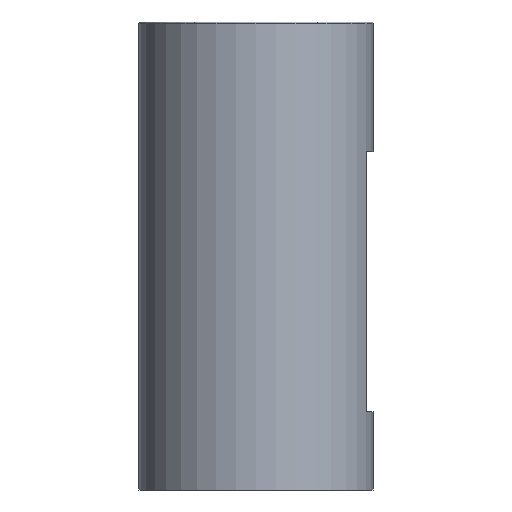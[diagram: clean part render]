
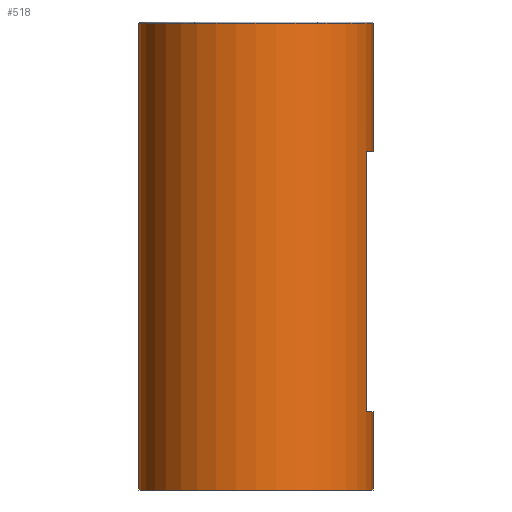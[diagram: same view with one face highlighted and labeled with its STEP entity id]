
A CAD part, left-side view. The second image highlights one B-rep face of the part: STEP entity #518.
In plain terms, the highlighted cylindrical face has radius 225 mm (diameter 450 mm), a full revolution.
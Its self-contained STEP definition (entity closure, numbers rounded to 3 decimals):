
#74=LINE('',#1595,#90);
#75=LINE('',#1599,#91);
#90=VECTOR('',#711,1000.);
#91=VECTOR('',#714,1000.);
#197=ORIENTED_EDGE('',*,*,#292,.T.);
#198=ORIENTED_EDGE('',*,*,#277,.T.);
#199=ORIENTED_EDGE('',*,*,#293,.F.);
#200=ORIENTED_EDGE('',*,*,#294,.T.);
#201=ORIENTED_EDGE('',*,*,#295,.T.);
#202=ORIENTED_EDGE('',*,*,#296,.T.);
#277=EDGE_CURVE('',#333,#333,#369,.T.);
#292=EDGE_CURVE('',#348,#348,#378,.T.);
#293=EDGE_CURVE('',#349,#350,#379,.T.);
#294=EDGE_CURVE('',#349,#351,#74,.T.);
#295=EDGE_CURVE('',#351,#352,#380,.T.);
#296=EDGE_CURVE('',#352,#350,#75,.F.);
#333=VERTEX_POINT('',#1218);
#348=VERTEX_POINT('',#1591);
#349=VERTEX_POINT('',#1593);
#350=VERTEX_POINT('',#1594);
#351=VERTEX_POINT('',#1596);
#352=VERTEX_POINT('',#1598);
#369=CIRCLE('',#572,225.);
#378=CIRCLE('',#587,225.);
#379=CIRCLE('',#588,225.);
#380=CIRCLE('',#589,225.);
#420=EDGE_LOOP('',(#197));
#421=EDGE_LOOP('',(#198));
#422=EDGE_LOOP('',(#199,#200,#201,#202));
#476=FACE_BOUND('',#420,.T.);
#477=FACE_BOUND('',#421,.T.);
#478=FACE_BOUND('',#422,.T.);
#495=CYLINDRICAL_SURFACE('',#586,225.);
#518=ADVANCED_FACE('',(#476,#477,#478),#495,.T.);
#572=AXIS2_PLACEMENT_3D('',#1217,#677,#678);
#586=AXIS2_PLACEMENT_3D('',#1589,#705,#706);
#587=AXIS2_PLACEMENT_3D('',#1590,#707,#708);
#588=AXIS2_PLACEMENT_3D('',#1592,#709,#710);
#589=AXIS2_PLACEMENT_3D('',#1597,#712,#713);
#677=DIRECTION('',(0.,0.,-1.));
#678=DIRECTION('',(-1.,0.,0.));
#705=DIRECTION('',(0.,0.,1.));
#706=DIRECTION('',(1.,0.,0.));
#707=DIRECTION('',(0.,0.,1.));
#708=DIRECTION('',(1.,0.,0.));
#709=DIRECTION('',(0.,0.,1.));
#710=DIRECTION('',(1.,0.,0.));
#711=DIRECTION('',(0.,0.,1.));
#712=DIRECTION('',(0.,0.,1.));
#713=DIRECTION('',(1.,0.,0.));
#714=DIRECTION('',(0.,0.,1.));
#1217=CARTESIAN_POINT('',(430.,0.,797.842));
#1218=CARTESIAN_POINT('',(205.,0.,797.842));
#1589=CARTESIAN_POINT('',(430.,0.,0.));
#1590=CARTESIAN_POINT('',(430.,0.,-100.));
#1591=CARTESIAN_POINT('',(655.,0.,-100.));
#1592=CARTESIAN_POINT('',(430.,0.,50.));
#1593=CARTESIAN_POINT('',(355.,-212.132,50.));
#1594=CARTESIAN_POINT('',(505.,-212.132,50.));
#1595=CARTESIAN_POINT('',(355.,-212.132,0.));
#1596=CARTESIAN_POINT('',(355.,-212.132,550.));
#1597=CARTESIAN_POINT('',(430.,0.,550.));
#1598=CARTESIAN_POINT('',(505.,-212.132,550.));
#1599=CARTESIAN_POINT('',(505.,-212.132,0.));
